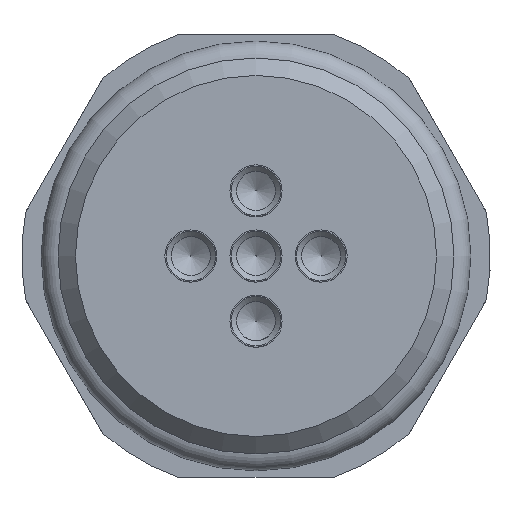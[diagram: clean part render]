
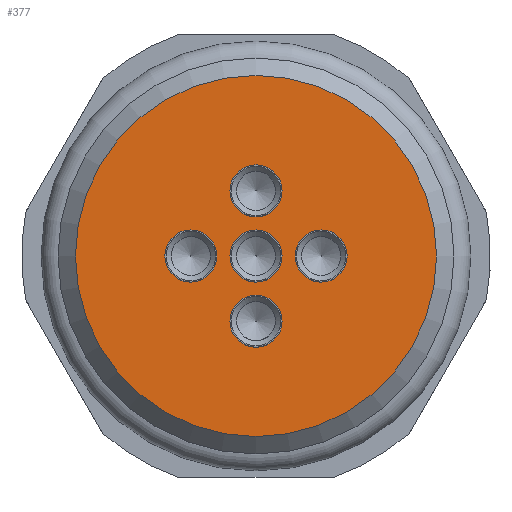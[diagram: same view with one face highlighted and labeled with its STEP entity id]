
A CAD part, front view. The second image highlights one B-rep face of the part: STEP entity #377.
In plain terms, the highlighted planar face has unit normal (0, -1, 0).
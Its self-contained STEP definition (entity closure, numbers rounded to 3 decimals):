
#149=PLANE('',#1895);
#377=ADVANCED_FACE('',(#589,#590,#591,#592,#593,#594),#149,.T.);
#589=FACE_BOUND('',#749,.T.);
#590=FACE_BOUND('',#750,.T.);
#591=FACE_BOUND('',#751,.T.);
#592=FACE_BOUND('',#752,.T.);
#593=FACE_BOUND('',#753,.T.);
#594=FACE_BOUND('',#754,.T.);
#749=EDGE_LOOP('',(#1011));
#750=EDGE_LOOP('',(#1012));
#751=EDGE_LOOP('',(#1013));
#752=EDGE_LOOP('',(#1014));
#753=EDGE_LOOP('',(#1015));
#754=EDGE_LOOP('',(#1016));
#1011=ORIENTED_EDGE('',*,*,#1530,.F.);
#1012=ORIENTED_EDGE('',*,*,#1529,.F.);
#1013=ORIENTED_EDGE('',*,*,#1528,.F.);
#1014=ORIENTED_EDGE('',*,*,#1527,.F.);
#1015=ORIENTED_EDGE('',*,*,#1526,.F.);
#1016=ORIENTED_EDGE('',*,*,#1531,.T.);
#1347=VERTEX_POINT('',#3530);
#1348=VERTEX_POINT('',#3533);
#1349=VERTEX_POINT('',#3536);
#1350=VERTEX_POINT('',#3539);
#1351=VERTEX_POINT('',#3542);
#1352=VERTEX_POINT('',#3545);
#1526=EDGE_CURVE('',#1347,#1347,#1707,.T.);
#1527=EDGE_CURVE('',#1348,#1348,#1708,.T.);
#1528=EDGE_CURVE('',#1349,#1349,#1709,.T.);
#1529=EDGE_CURVE('',#1350,#1350,#1710,.T.);
#1530=EDGE_CURVE('',#1351,#1351,#1711,.T.);
#1531=EDGE_CURVE('',#1352,#1352,#1712,.T.);
#1707=CIRCLE('',#1884,1.);
#1708=CIRCLE('',#1886,1.);
#1709=CIRCLE('',#1888,1.);
#1710=CIRCLE('',#1890,1.);
#1711=CIRCLE('',#1892,1.);
#1712=CIRCLE('',#1894,6.93);
#1884=AXIS2_PLACEMENT_3D('',#3529,#2249,#2250);
#1886=AXIS2_PLACEMENT_3D('',#3532,#2253,#2254);
#1888=AXIS2_PLACEMENT_3D('',#3535,#2257,#2258);
#1890=AXIS2_PLACEMENT_3D('',#3538,#2261,#2262);
#1892=AXIS2_PLACEMENT_3D('',#3541,#2265,#2266);
#1894=AXIS2_PLACEMENT_3D('',#3544,#2269,#2270);
#1895=AXIS2_PLACEMENT_3D('',#3546,#2271,#2272);
#2249=DIRECTION('',(0.,-1.,0.));
#2250=DIRECTION('',(0.,0.,-1.));
#2253=DIRECTION('',(0.,-1.,0.));
#2254=DIRECTION('',(0.,0.,-1.));
#2257=DIRECTION('',(0.,-1.,0.));
#2258=DIRECTION('',(0.,0.,-1.));
#2261=DIRECTION('',(0.,-1.,0.));
#2262=DIRECTION('',(0.,0.,-1.));
#2265=DIRECTION('',(0.,-1.,0.));
#2266=DIRECTION('',(0.,0.,-1.));
#2269=DIRECTION('',(0.,-1.,0.));
#2270=DIRECTION('',(0.,0.,-1.));
#2271=DIRECTION('',(0.,-1.,0.));
#2272=DIRECTION('',(0.,0.,-1.));
#3529=CARTESIAN_POINT('',(47.5,50.,0.));
#3530=CARTESIAN_POINT('',(47.5,50.,-1.));
#3532=CARTESIAN_POINT('',(50.,50.,0.));
#3533=CARTESIAN_POINT('',(50.,50.,-1.));
#3535=CARTESIAN_POINT('',(50.,50.,2.5));
#3536=CARTESIAN_POINT('',(50.,50.,1.5));
#3538=CARTESIAN_POINT('',(52.5,50.,0.));
#3539=CARTESIAN_POINT('',(52.5,50.,-1.));
#3541=CARTESIAN_POINT('',(50.,50.,-2.5));
#3542=CARTESIAN_POINT('',(50.,50.,-3.5));
#3544=CARTESIAN_POINT('',(50.,50.,0.));
#3545=CARTESIAN_POINT('',(50.,50.,-6.93));
#3546=CARTESIAN_POINT('',(55.,50.,0.));
